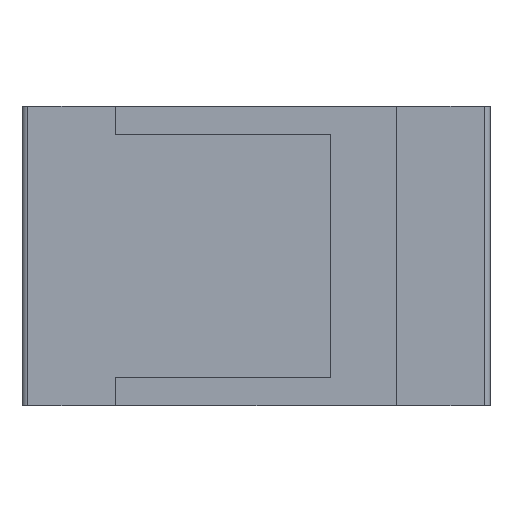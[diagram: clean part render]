
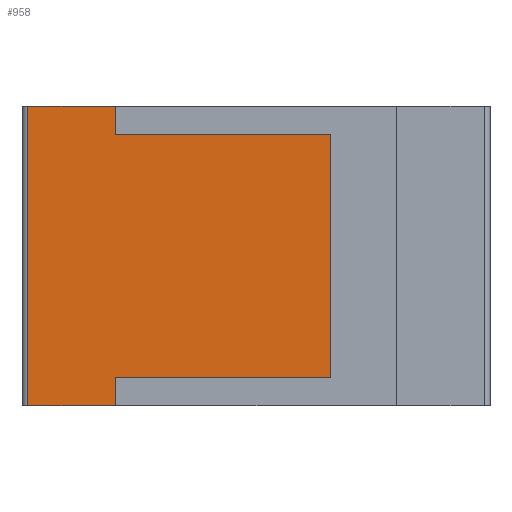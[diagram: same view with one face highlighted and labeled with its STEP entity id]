
A CAD part, front view. The second image highlights one B-rep face of the part: STEP entity #958.
In plain terms, the highlighted planar face has unit normal (0, -1, 0).
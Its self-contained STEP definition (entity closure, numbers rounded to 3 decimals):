
#241=DIRECTION('',(1.,0.,0.));
#242=VECTOR('',#241,0.47);
#243=CARTESIAN_POINT('',(-1.22,-0.3,0.8));
#244=LINE('',#243,#242);
#245=DIRECTION('',(0.,0.,-1.));
#246=VECTOR('',#245,0.15);
#247=CARTESIAN_POINT('',(-0.75,-0.3,0.8));
#248=LINE('',#247,#246);
#249=DIRECTION('',(1.,0.,0.));
#250=VECTOR('',#249,1.15);
#251=CARTESIAN_POINT('',(-0.75,-0.3,0.65));
#252=LINE('',#251,#250);
#253=DIRECTION('',(0.,0.,-1.));
#254=VECTOR('',#253,1.3);
#255=CARTESIAN_POINT('',(0.4,-0.3,0.65));
#256=LINE('',#255,#254);
#257=DIRECTION('',(-1.,0.,0.));
#258=VECTOR('',#257,1.15);
#259=CARTESIAN_POINT('',(0.4,-0.3,-0.65));
#260=LINE('',#259,#258);
#261=DIRECTION('',(0.,0.,-1.));
#262=VECTOR('',#261,0.15);
#263=CARTESIAN_POINT('',(-0.75,-0.3,-0.65));
#264=LINE('',#263,#262);
#265=DIRECTION('',(-1.,0.,0.));
#266=VECTOR('',#265,0.47);
#267=CARTESIAN_POINT('',(-0.75,-0.3,-0.8));
#268=LINE('',#267,#266);
#273=DIRECTION('',(0.,0.,-1.));
#274=VECTOR('',#273,1.6);
#275=CARTESIAN_POINT('',(-1.22,-0.3,0.8));
#276=LINE('',#275,#274);
#507=CARTESIAN_POINT('',(-0.75,-0.3,0.8));
#508=VERTEX_POINT('',#507);
#509=CARTESIAN_POINT('',(-1.22,-0.3,0.8));
#510=VERTEX_POINT('',#509);
#519=CARTESIAN_POINT('',(-1.22,-0.3,-0.8));
#520=VERTEX_POINT('',#519);
#521=CARTESIAN_POINT('',(-0.75,-0.3,-0.8));
#522=VERTEX_POINT('',#521);
#537=CARTESIAN_POINT('',(-0.75,-0.3,0.65));
#538=VERTEX_POINT('',#537);
#539=CARTESIAN_POINT('',(0.4,-0.3,0.65));
#540=VERTEX_POINT('',#539);
#541=CARTESIAN_POINT('',(0.4,-0.3,-0.65));
#542=VERTEX_POINT('',#541);
#543=CARTESIAN_POINT('',(-0.75,-0.3,-0.65));
#544=VERTEX_POINT('',#543);
#938=CARTESIAN_POINT('',(0.,-0.3,0.));
#939=DIRECTION('',(0.,-1.,0.));
#940=DIRECTION('',(1.,0.,0.));
#941=AXIS2_PLACEMENT_3D('',#938,#939,#940);
#942=PLANE('',#941);
#944=ORIENTED_EDGE('',*,*,#943,.F.);
#945=ORIENTED_EDGE('',*,*,#811,.T.);
#947=ORIENTED_EDGE('',*,*,#946,.T.);
#949=ORIENTED_EDGE('',*,*,#948,.T.);
#951=ORIENTED_EDGE('',*,*,#950,.T.);
#953=ORIENTED_EDGE('',*,*,#952,.T.);
#954=ORIENTED_EDGE('',*,*,#931,.T.);
#955=ORIENTED_EDGE('',*,*,#681,.T.);
#956=EDGE_LOOP('',(#944,#945,#947,#949,#951,#953,#954,#955));
#957=FACE_OUTER_BOUND('',#956,.F.);
#958=ADVANCED_FACE('',(#957),#942,.T.);
#681=EDGE_CURVE('',#522,#520,#268,.T.);
#811=EDGE_CURVE('',#510,#508,#244,.T.);
#931=EDGE_CURVE('',#544,#522,#264,.T.);
#943=EDGE_CURVE('',#510,#520,#276,.T.);
#946=EDGE_CURVE('',#508,#538,#248,.T.);
#948=EDGE_CURVE('',#538,#540,#252,.T.);
#950=EDGE_CURVE('',#540,#542,#256,.T.);
#952=EDGE_CURVE('',#542,#544,#260,.T.);
